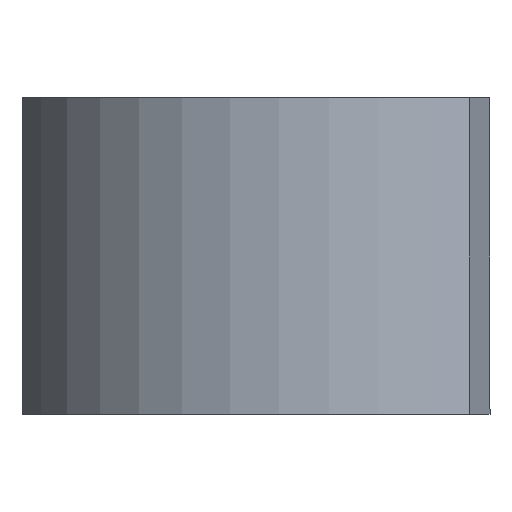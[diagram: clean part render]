
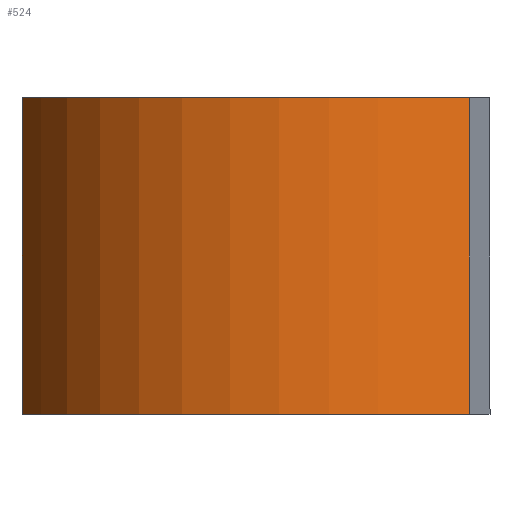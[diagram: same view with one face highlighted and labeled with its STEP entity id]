
A CAD part, front view. The second image highlights one B-rep face of the part: STEP entity #524.
In plain terms, the highlighted cylindrical face has radius 18.64 mm (diameter 37.28 mm), a partial arc.
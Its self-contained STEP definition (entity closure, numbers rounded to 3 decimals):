
#63=FACE_OUTER_BOUND('',#93,.T.);
#93=EDGE_LOOP('',(#441,#442,#443,#444));
#150=LINE('',#857,#204);
#151=LINE('',#863,#205);
#204=VECTOR('',#704,10.);
#205=VECTOR('',#711,10.);
#227=CIRCLE('',#580,18.64);
#228=CIRCLE('',#581,18.64);
#271=VERTEX_POINT('',#853);
#272=VERTEX_POINT('',#855);
#273=VERTEX_POINT('',#859);
#274=VERTEX_POINT('',#861);
#337=EDGE_CURVE('',#271,#272,#150,.T.);
#338=EDGE_CURVE('',#273,#271,#227,.T.);
#339=EDGE_CURVE('',#274,#272,#228,.T.);
#340=EDGE_CURVE('',#273,#274,#151,.T.);
#441=ORIENTED_EDGE('',*,*,#338,.T.);
#442=ORIENTED_EDGE('',*,*,#337,.T.);
#443=ORIENTED_EDGE('',*,*,#339,.F.);
#444=ORIENTED_EDGE('',*,*,#340,.F.);
#502=CYLINDRICAL_SURFACE('',#579,18.64);
#524=ADVANCED_FACE('',(#63),#502,.T.);
#579=AXIS2_PLACEMENT_3D('',#858,#705,#706);
#580=AXIS2_PLACEMENT_3D('',#860,#707,#708);
#581=AXIS2_PLACEMENT_3D('',#862,#709,#710);
#704=DIRECTION('',(0.,0.,1.));
#705=DIRECTION('center_axis',(0.,0.,
1.));
#706=DIRECTION('ref_axis',(-0.957,-0.29,0.));
#707=DIRECTION('center_axis',(0.,0.,
1.));
#708=DIRECTION('ref_axis',(-0.957,-0.29,0.));
#709=DIRECTION('center_axis',(0.,0.,
1.));
#710=DIRECTION('ref_axis',(-0.957,-0.29,0.));
#711=DIRECTION('',(0.,0.,1.));
#853=CARTESIAN_POINT('',(22.433,14.85,31.832));
#855=CARTESIAN_POINT('',(22.433,14.85,51.832));
#857=CARTESIAN_POINT('',(22.433,14.85,31.832));
#858=CARTESIAN_POINT('Origin',(12.004,30.299,31.832));
#859=CARTESIAN_POINT('',(-5.836,24.896,31.832));
#860=CARTESIAN_POINT('Origin',(12.004,30.299,31.832));
#861=CARTESIAN_POINT('',(-5.836,24.896,51.832));
#862=CARTESIAN_POINT('Origin',(12.004,30.299,51.832));
#863=CARTESIAN_POINT('',(-5.836,24.896,31.832));
